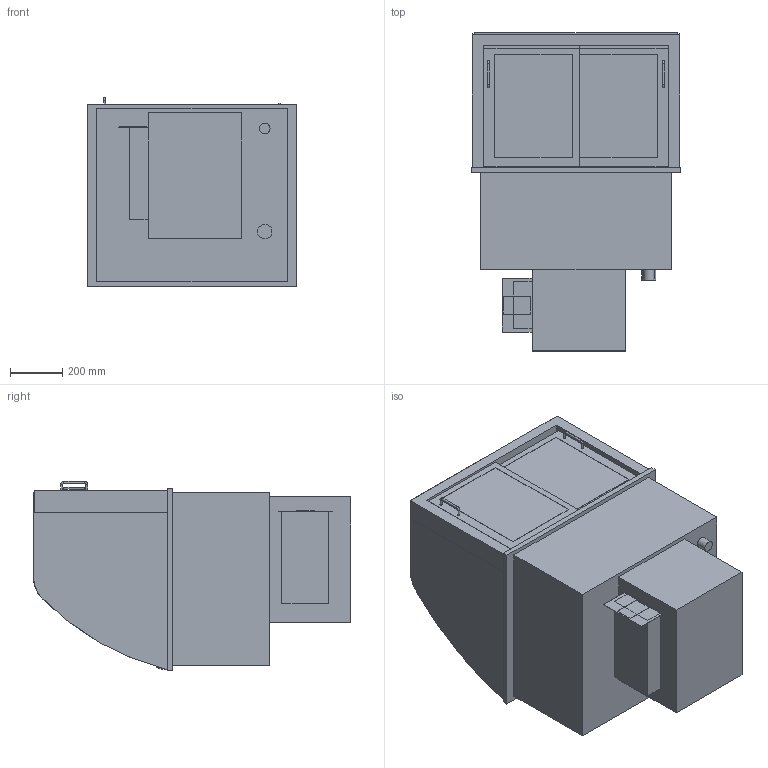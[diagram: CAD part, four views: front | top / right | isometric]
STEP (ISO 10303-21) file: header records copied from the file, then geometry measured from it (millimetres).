
FILE_DESCRIPTION(/* description */ ('vereinfachtes Modell'),/* implementation_level */ '2;1');
FILE_NAME(/* name */ '3D-AKE-00006258.stp',/* time_stamp */ '2025-01-13T09:09:03+01:00',/* author */ ('marina.schachner'),/* organization */ (''),/* preprocessor_version */ 'ST-DEVELOPER v20',/* originating_system */ 'Autodesk Inventor 2024',/* authorisation */ '');
FILE_SCHEMA (('AUTOMOTIVE_DESIGN { 1 0 10303 214 3 1 1 }'));
Length unit declared in the file: millimetre
Products named in the file (1): 3D-AKE-00059755
Bounding box: 800 x 1212 x 721 mm (x, y, z)
Volume: 144375736.2 mm3; surface area: 10693877.2 mm2
Topology: 33 solids, 33 shells, 302 faces, 701 edges, 466 vertices
Faces by surface type: plane 239, cylinder 59, torus 4
Full cylindrical faces by diameter (mm): 8 x6, 40 x1, 55 x1
Entity records: 8555 total; most frequent: CARTESIAN_POINT 1470, DIRECTION 1437, ORIENTED_EDGE 1402, EDGE_CURVE 701, LINE 571, VECTOR 571, VERTEX_POINT 466, AXIS2_PLACEMENT_3D 433
